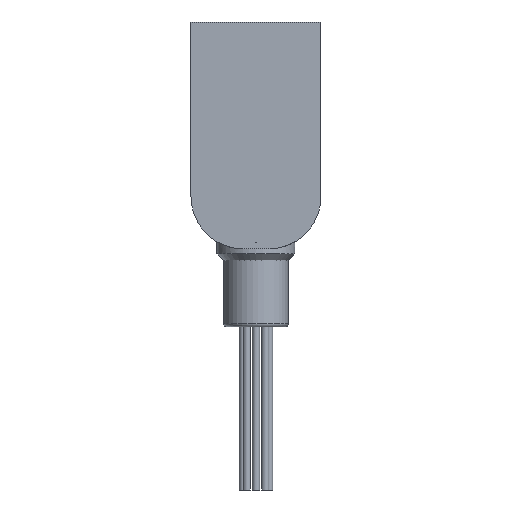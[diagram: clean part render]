
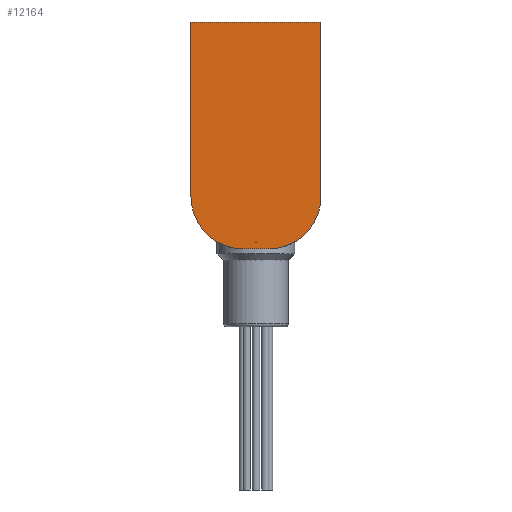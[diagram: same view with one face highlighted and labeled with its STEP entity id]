
A CAD part, front view. The second image highlights one B-rep face of the part: STEP entity #12164.
In plain terms, the highlighted planar face has unit normal (0, -1, 0).
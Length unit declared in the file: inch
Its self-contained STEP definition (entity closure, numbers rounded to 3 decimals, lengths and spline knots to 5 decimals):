
#426=CIRCLE($,#12922,0.0005);
#430=CIRCLE($,#12931,0.5);
#431=CIRCLE($,#12932,0.5);
#905=FACE_BOUND($,#2513,.T.);
#1231=PLANE($,#12930);
#1688=FACE_OUTER_BOUND($,#2512,.T.);
#2512=EDGE_LOOP($,(#9276,#9277,#9278,#9279,#9280,#9281));
#2513=EDGE_LOOP($,(#9282));
#3630=LINE($,#19445,#4374);
#3672=LINE($,#20276,#4416);
#3673=LINE($,#20280,#4417);
#3674=LINE($,#20283,#4418);
#4374=VECTOR($,#14442,1.25);
#4416=VECTOR($,#14560,1.68);
#4417=VECTOR($,#14563,0.25);
#4418=VECTOR($,#14566,1.68);
#5580=VERTEX_POINT($,#19443);
#5581=VERTEX_POINT($,#19444);
#5601=VERTEX_POINT($,#19537);
#5679=VERTEX_POINT($,#20275);
#5680=VERTEX_POINT($,#20277);
#5681=VERTEX_POINT($,#20279);
#5682=VERTEX_POINT($,#20281);
#6967=EDGE_CURVE($,#5580,#5581,#3630,.T.);
#6988=EDGE_CURVE($,#5601,#5601,#426,.T.);
#7069=EDGE_CURVE($,#5679,#5580,#3672,.T.);
#7070=EDGE_CURVE($,#5679,#5680,#430,.T.);
#7071=EDGE_CURVE($,#5681,#5680,#3673,.T.);
#7072=EDGE_CURVE($,#5681,#5682,#431,.T.);
#7073=EDGE_CURVE($,#5581,#5682,#3674,.T.);
#9276=ORIENTED_EDGE($,*,*,#7069,.F.);
#9277=ORIENTED_EDGE($,*,*,#7070,.T.);
#9278=ORIENTED_EDGE($,*,*,#7071,.F.);
#9279=ORIENTED_EDGE($,*,*,#7072,.T.);
#9280=ORIENTED_EDGE($,*,*,#7073,.F.);
#9281=ORIENTED_EDGE($,*,*,#6967,.F.);
#9282=ORIENTED_EDGE($,*,*,#6988,.T.);
#12164=ADVANCED_FACE($,(#1688,#905),#1231,.T.);
#12922=AXIS2_PLACEMENT_3D($,#19538,#14504,#14505);
#12930=AXIS2_PLACEMENT_3D($,#20274,#14558,#14559);
#12931=AXIS2_PLACEMENT_3D($,#20278,#14561,#14562);
#12932=AXIS2_PLACEMENT_3D($,#20282,#14564,#14565);
#14442=DIRECTION($,(1.,0.,0.));
#14504=DIRECTION('center_axis',(0.,1.,0.));
#14505=DIRECTION('ref_axis',(0.,0.,1.));
#14558=DIRECTION('center_axis',(0.,-1.,0.));
#14559=DIRECTION('ref_axis',(0.,0.,-1.));
#14560=DIRECTION($,(0.,0.,1.));
#14561=DIRECTION('center_axis',(0.,-1.,0.));
#14562=DIRECTION('ref_axis',(0.,0.,-1.));
#14563=DIRECTION($,(-1.,0.,0.));
#14564=DIRECTION('center_axis',(0.,-1.,0.));
#14565=DIRECTION('ref_axis',(0.,0.,-1.));
#14566=DIRECTION($,(0.,0.,-1.));
#19443=CARTESIAN_POINT('',(-0.625,0.001,2.1175));
#19444=CARTESIAN_POINT('',(0.625,0.001,2.1175));
#19445=CARTESIAN_POINT($,(-0.625,0.001,2.1175));
#19537=CARTESIAN_POINT('',(0.,0.001,-0.0005));
#19538=CARTESIAN_POINT('Origin',(0.,0.001,0.));
#20274=CARTESIAN_POINT('Origin',(0.,0.001,0.));
#20275=CARTESIAN_POINT('',(-0.625,0.001,0.4375));
#20276=CARTESIAN_POINT($,(-0.625,0.001,2.1175));
#20277=CARTESIAN_POINT('',(-0.125,0.001,-0.0625));
#20278=CARTESIAN_POINT('Origin',(-0.125,0.001,0.4375));
#20279=CARTESIAN_POINT('',(0.125,0.001,-0.0625));
#20280=CARTESIAN_POINT($,(-0.625,0.001,-0.0625));
#20281=CARTESIAN_POINT('',(0.625,0.001,0.4375));
#20282=CARTESIAN_POINT('Origin',(0.125,0.001,0.4375));
#20283=CARTESIAN_POINT($,(0.625,0.001,2.1175));
